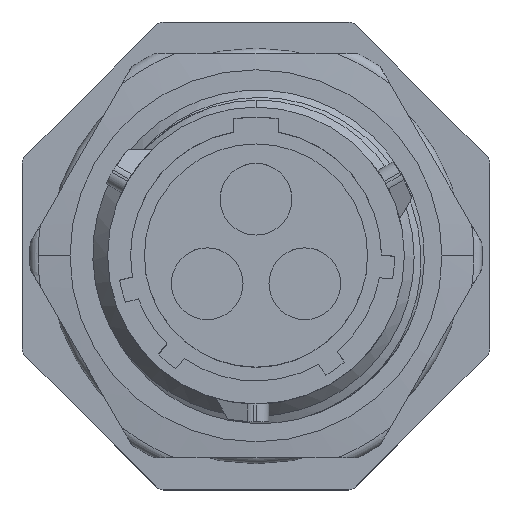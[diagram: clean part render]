
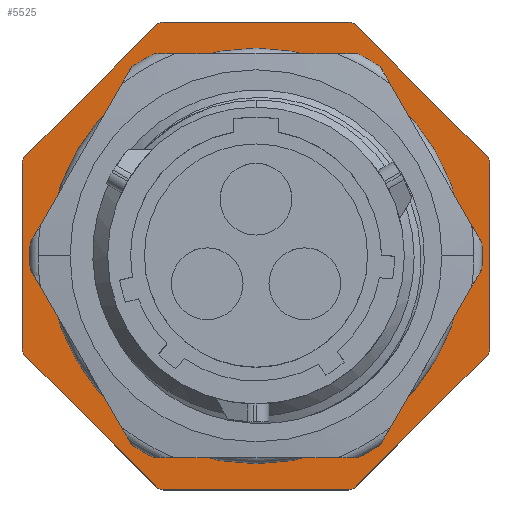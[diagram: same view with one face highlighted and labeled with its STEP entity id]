
A CAD part, top view. The second image highlights one B-rep face of the part: STEP entity #5525.
In plain terms, the highlighted planar face has unit normal (0, 0, 1).
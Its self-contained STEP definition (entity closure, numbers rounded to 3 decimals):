
#1238=DIRECTION('',(0.707,-0.707,0.));
#1239=VECTOR('',#1238,13.835);
#1240=CARTESIAN_POINT('',(7.448,17.23,2.3));
#1241=LINE('',#1240,#1239);
#1242=DIRECTION('',(0.,-1.,0.));
#1243=VECTOR('',#1242,13.835);
#1244=CARTESIAN_POINT('',(17.45,6.917,2.3));
#1245=LINE('',#1244,#1243);
#1246=DIRECTION('',(-0.707,-0.707,0.));
#1247=VECTOR('',#1246,13.835);
#1248=CARTESIAN_POINT('',(17.23,-7.448,2.3));
#1249=LINE('',#1248,#1247);
#1250=DIRECTION('',(-1.,0.,0.));
#1251=VECTOR('',#1250,13.835);
#1252=CARTESIAN_POINT('',(6.917,-17.45,2.3));
#1253=LINE('',#1252,#1251);
#1254=DIRECTION('',(-0.707,0.707,0.));
#1255=VECTOR('',#1254,13.835);
#1256=CARTESIAN_POINT('',(-7.448,-17.23,2.3));
#1257=LINE('',#1256,#1255);
#1258=DIRECTION('',(0.,1.,0.));
#1259=VECTOR('',#1258,13.835);
#1260=CARTESIAN_POINT('',(-17.45,-6.917,2.3));
#1261=LINE('',#1260,#1259);
#1262=DIRECTION('',(0.707,0.707,0.));
#1263=VECTOR('',#1262,13.835);
#1264=CARTESIAN_POINT('',(-17.23,7.448,2.3));
#1265=LINE('',#1264,#1263);
#1266=DIRECTION('',(1.,0.,0.));
#1267=VECTOR('',#1266,13.835);
#1268=CARTESIAN_POINT('',(-6.917,17.45,2.3));
#1269=LINE('',#1268,#1267);
#1270=CARTESIAN_POINT('',(0.,0.,2.3));
#1271=DIRECTION('',(0.,0.,1.));
#1272=DIRECTION('',(-1.,0.,0.));
#1273=AXIS2_PLACEMENT_3D('',#1270,#1271,#1272);
#1275=CARTESIAN_POINT('',(0.,0.,2.3));
#1276=DIRECTION('',(0.,0.,1.));
#1277=DIRECTION('',(1.,0.,0.));
#1278=AXIS2_PLACEMENT_3D('',#1275,#1276,#1277);
#1284=CARTESIAN_POINT('',(6.917,16.7,2.3));
#1285=DIRECTION('',(0.,0.,1.));
#1286=DIRECTION('',(0.707,0.707,0.));
#1287=AXIS2_PLACEMENT_3D('',#1284,#1285,#1286);
#1334=CARTESIAN_POINT('',(-6.917,16.7,2.3));
#1335=DIRECTION('',(0.,0.,1.));
#1336=DIRECTION('',(0.,1.,0.));
#1337=AXIS2_PLACEMENT_3D('',#1334,#1335,#1336);
#1352=CARTESIAN_POINT('',(-16.7,6.917,2.3));
#1353=DIRECTION('',(0.,0.,1.));
#1354=DIRECTION('',(-0.707,0.707,0.));
#1355=AXIS2_PLACEMENT_3D('',#1352,#1353,#1354);
#1370=CARTESIAN_POINT('',(-16.7,-6.917,2.3));
#1371=DIRECTION('',(0.,0.,1.));
#1372=DIRECTION('',(-1.,0.,0.));
#1373=AXIS2_PLACEMENT_3D('',#1370,#1371,#1372);
#1388=CARTESIAN_POINT('',(-6.917,-16.7,2.3));
#1389=DIRECTION('',(0.,0.,1.));
#1390=DIRECTION('',(-0.707,-0.707,0.));
#1391=AXIS2_PLACEMENT_3D('',#1388,#1389,#1390);
#1406=CARTESIAN_POINT('',(6.917,-16.7,2.3));
#1407=DIRECTION('',(0.,0.,1.));
#1408=DIRECTION('',(0.,-1.,0.));
#1409=AXIS2_PLACEMENT_3D('',#1406,#1407,#1408);
#1424=CARTESIAN_POINT('',(16.7,-6.917,2.3));
#1425=DIRECTION('',(0.,0.,1.));
#1426=DIRECTION('',(0.707,-0.707,0.));
#1427=AXIS2_PLACEMENT_3D('',#1424,#1425,#1426);
#1442=CARTESIAN_POINT('',(16.7,6.917,2.3));
#1443=DIRECTION('',(0.,0.,1.));
#1444=DIRECTION('',(1.,0.,0.));
#1445=AXIS2_PLACEMENT_3D('',#1442,#1443,#1444);
#3622=CARTESIAN_POINT('',(7.448,17.23,2.3));
#3624=VERTEX_POINT('',#3622);
#3625=CARTESIAN_POINT('',(6.917,17.45,2.3));
#3626=VERTEX_POINT('',#3625);
#3630=CARTESIAN_POINT('',(17.45,6.917,2.3));
#3632=VERTEX_POINT('',#3630);
#3633=CARTESIAN_POINT('',(17.23,7.448,2.3));
#3634=VERTEX_POINT('',#3633);
#3638=CARTESIAN_POINT('',(17.23,-7.448,2.3));
#3640=VERTEX_POINT('',#3638);
#3641=CARTESIAN_POINT('',(17.45,-6.917,2.3));
#3642=VERTEX_POINT('',#3641);
#3646=CARTESIAN_POINT('',(-6.917,17.45,2.3));
#3648=VERTEX_POINT('',#3646);
#3649=CARTESIAN_POINT('',(-7.448,17.23,2.3));
#3650=VERTEX_POINT('',#3649);
#3654=CARTESIAN_POINT('',(6.917,-17.45,2.3));
#3656=VERTEX_POINT('',#3654);
#3657=CARTESIAN_POINT('',(7.448,-17.23,2.3));
#3658=VERTEX_POINT('',#3657);
#3662=CARTESIAN_POINT('',(-7.448,-17.23,2.3));
#3664=VERTEX_POINT('',#3662);
#3665=CARTESIAN_POINT('',(-6.917,-17.45,2.3));
#3666=VERTEX_POINT('',#3665);
#3670=CARTESIAN_POINT('',(-17.45,-6.917,2.3));
#3672=VERTEX_POINT('',#3670);
#3673=CARTESIAN_POINT('',(-17.23,-7.448,2.3));
#3674=VERTEX_POINT('',#3673);
#3678=CARTESIAN_POINT('',(-17.23,7.448,2.3));
#3680=VERTEX_POINT('',#3678);
#3681=CARTESIAN_POINT('',(-17.45,6.917,2.3));
#3682=VERTEX_POINT('',#3681);
#3942=CARTESIAN_POINT('',(-15.124,0.,2.3));
#3943=CARTESIAN_POINT('',(15.124,0.,2.3));
#3944=VERTEX_POINT('',#3942);
#3945=VERTEX_POINT('',#3943);
#5482=CARTESIAN_POINT('',(0.,0.,2.3));
#5483=DIRECTION('',(0.,0.,-1.));
#5484=DIRECTION('',(0.,-1.,0.));
#5485=AXIS2_PLACEMENT_3D('',#5482,#5483,#5484);
#5486=PLANE('',#5485);
#5488=ORIENTED_EDGE('',*,*,#5487,.F.);
#5490=ORIENTED_EDGE('',*,*,#5489,.T.);
#5492=ORIENTED_EDGE('',*,*,#5491,.F.);
#5494=ORIENTED_EDGE('',*,*,#5493,.T.);
#5496=ORIENTED_EDGE('',*,*,#5495,.F.);
#5498=ORIENTED_EDGE('',*,*,#5497,.T.);
#5500=ORIENTED_EDGE('',*,*,#5499,.F.);
#5502=ORIENTED_EDGE('',*,*,#5501,.T.);
#5504=ORIENTED_EDGE('',*,*,#5503,.F.);
#5506=ORIENTED_EDGE('',*,*,#5505,.T.);
#5508=ORIENTED_EDGE('',*,*,#5507,.F.);
#5510=ORIENTED_EDGE('',*,*,#5509,.T.);
#5512=ORIENTED_EDGE('',*,*,#5511,.F.);
#5514=ORIENTED_EDGE('',*,*,#5513,.T.);
#5516=ORIENTED_EDGE('',*,*,#5515,.F.);
#5518=ORIENTED_EDGE('',*,*,#5517,.T.);
#5519=EDGE_LOOP('',(#5488,#5490,#5492,#5494,#5496,#5498,#5500,#5502,#5504,#5506,
#5508,#5510,#5512,#5514,#5516,#5518));
#5520=FACE_OUTER_BOUND('',#5519,.F.);
#5521=ORIENTED_EDGE('',*,*,#5449,.T.);
#5522=ORIENTED_EDGE('',*,*,#5464,.T.);
#5523=EDGE_LOOP('',(#5521,#5522));
#5524=FACE_BOUND('',#5523,.F.);
#5525=ADVANCED_FACE('',(#5520,#5524),#5486,.F.);
#1274=CIRCLE('',#1273,15.124);
#1279=CIRCLE('',#1278,15.124);
#1288=CIRCLE('',#1287,0.75);
#1338=CIRCLE('',#1337,0.75);
#1356=CIRCLE('',#1355,0.75);
#1374=CIRCLE('',#1373,0.75);
#1392=CIRCLE('',#1391,0.75);
#1410=CIRCLE('',#1409,0.75);
#1428=CIRCLE('',#1427,0.75);
#1446=CIRCLE('',#1445,0.75);
#5449=EDGE_CURVE('',#3944,#3945,#1274,.T.);
#5464=EDGE_CURVE('',#3945,#3944,#1279,.T.);
#5487=EDGE_CURVE('',#3624,#3626,#1288,.T.);
#5489=EDGE_CURVE('',#3624,#3634,#1241,.T.);
#5491=EDGE_CURVE('',#3632,#3634,#1446,.T.);
#5493=EDGE_CURVE('',#3632,#3642,#1245,.T.);
#5495=EDGE_CURVE('',#3640,#3642,#1428,.T.);
#5497=EDGE_CURVE('',#3640,#3658,#1249,.T.);
#5499=EDGE_CURVE('',#3656,#3658,#1410,.T.);
#5501=EDGE_CURVE('',#3656,#3666,#1253,.T.);
#5503=EDGE_CURVE('',#3664,#3666,#1392,.T.);
#5505=EDGE_CURVE('',#3664,#3674,#1257,.T.);
#5507=EDGE_CURVE('',#3672,#3674,#1374,.T.);
#5509=EDGE_CURVE('',#3672,#3682,#1261,.T.);
#5511=EDGE_CURVE('',#3680,#3682,#1356,.T.);
#5513=EDGE_CURVE('',#3680,#3650,#1265,.T.);
#5515=EDGE_CURVE('',#3648,#3650,#1338,.T.);
#5517=EDGE_CURVE('',#3648,#3626,#1269,.T.);
